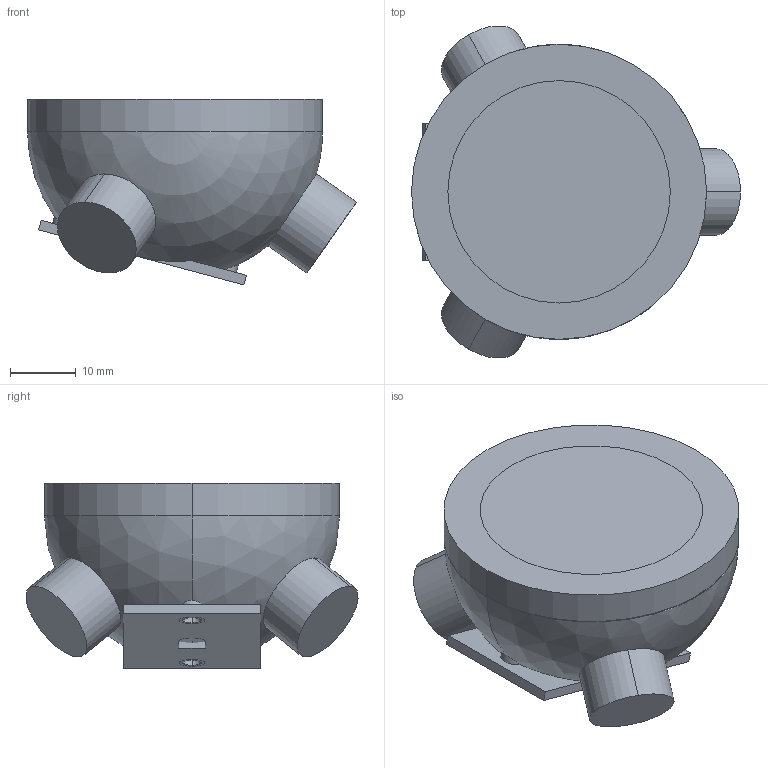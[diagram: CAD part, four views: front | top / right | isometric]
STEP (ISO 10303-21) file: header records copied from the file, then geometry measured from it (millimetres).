
FILE_DESCRIPTION (( 'STEP AP203' ), '1' );
FILE_NAME ('trackball_socket_w_btus_cutter.STEP', '2023-02-22T17:35:09', ( '' ), ( '' ), 'SwSTEP 2.0', 'SolidWorks 2020', '' );
FILE_SCHEMA (( 'CONFIG_CONTROL_DESIGN' ));
Length unit declared in the file: millimetre
Products named in the file (4): Part6^trackball_socket_w_btus_cutter.step; union011.step; trackball_socket_w_btus_cutter; Group006.step
Assembly tree (3 placements, depth 2):
  trackball_socket_w_btus_cutter
    union011.step
    Group006.step
    Part6^trackball_socket_w_btus_cutter.step
Bounding box: 50.17 x 50.63 x 28.31 mm (x, y, z)
Volume: 38793.9 mm3; surface area: 14851.2 mm2
Topology: 5 solids, 5 shells, 90 faces, 205 edges, 134 vertices
Faces by surface type: plane 37, cylinder 35, cone 12, sphere 4, torus 2
Entity records: 4001 total; most frequent: CARTESIAN_POINT 1510, DIRECTION 470, ORIENTED_EDGE 406, EDGE_CURVE 203, AXIS2_PLACEMENT_3D 199, VERTEX_POINT 134, EDGE_LOOP 109, CIRCLE 103
